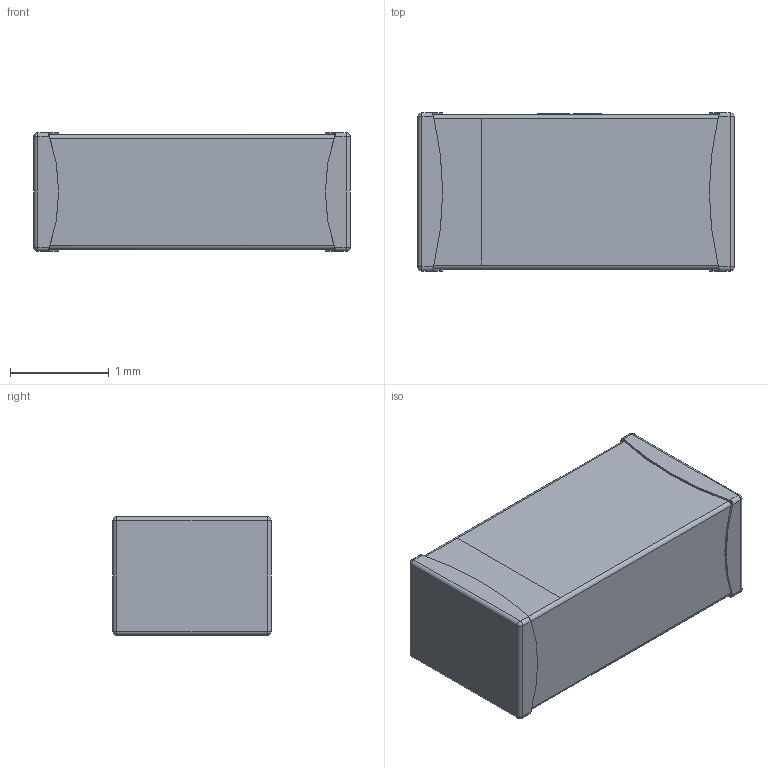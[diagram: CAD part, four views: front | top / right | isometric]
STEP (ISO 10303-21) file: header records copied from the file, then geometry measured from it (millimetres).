
FILE_DESCRIPTION (( 'STEP AP214' ), '1' );
FILE_NAME ('FILTER-SMD_L3.2-W1.6-H1.2.step', '2022-06-24T03:31:30', ( '' ), ( '' ), 'SwSTEP 2.0', 'SolidWorks 2020', '' );
FILE_SCHEMA (( 'AUTOMOTIVE_DESIGN' ));
Length unit declared in the file: millimetre
Products named in the file (1): FILTER-SMD_L3.2-W1.6-H1.2
Bounding box: 3.2 x 1.6 x 1.2 mm (x, y, z)
Volume: 5.8 mm3; surface area: 21.2 mm2
Topology: 1 solids, 1 shells, 350 faces, 950 edges, 620 vertices
Faces by surface type: plane 202, bspline 112, cylinder 28, sphere 8
Entity records: 15359 total; most frequent: CARTESIAN_POINT 4269, ORIENTED_EDGE 1884, DIRECTION 1208, EDGE_CURVE 942, VERTEX_POINT 620, LINE 618, VECTOR 618, EDGE_LOOP 376
